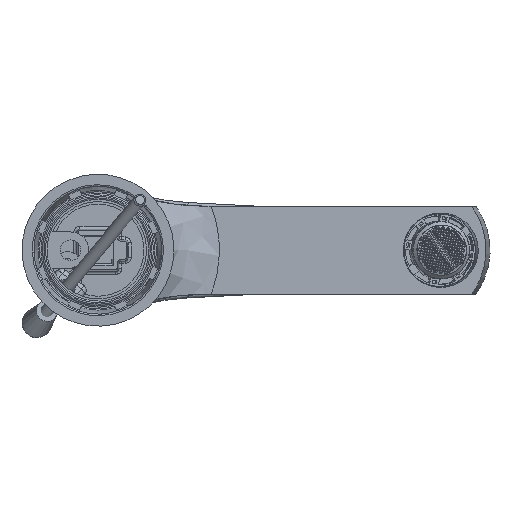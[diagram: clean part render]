
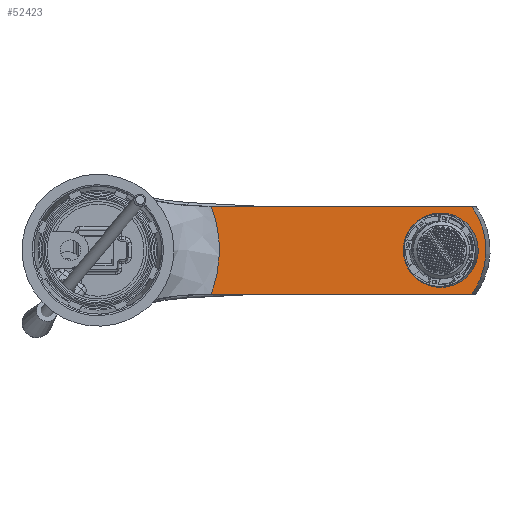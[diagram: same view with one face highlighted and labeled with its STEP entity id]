
A CAD part, front view. The second image highlights one B-rep face of the part: STEP entity #52423.
In plain terms, the highlighted planar face has unit normal (0.052, -0.999, 0).
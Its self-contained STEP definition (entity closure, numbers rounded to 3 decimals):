
#205 = EDGE_CURVE ( 'NONE', #7357, #9679, #24774, .T. ) ;
#1639 = ORIENTED_EDGE ( 'NONE', *, *, #24755, .F. ) ;
#1932 = DIRECTION ( 'NONE',  ( 0.999, 0.052, 0. ) ) ;
#2575 = B_SPLINE_CURVE_WITH_KNOTS ( 'NONE', 3,
 ( #30455, #9894, #54997, #34408, #54338, #9554, #29501 ),
 .UNSPECIFIED., .F., .F.,
 ( 4, 1, 1, 1, 4 ),
 ( 0., 0.078, 0.5, 0.922, 1. ),
 .UNSPECIFIED. ) ;
#2606 = CARTESIAN_POINT ( 'NONE',  ( 127.321, 132.767, 4.433 ) ) ;
#2705 = ORIENTED_EDGE ( 'NONE', *, *, #11025, .F. ) ;
#6328 = EDGE_LOOP ( 'NONE', ( #30678, #33084, #1639, #63488, #2705, #37062 ) ) ;
#6515 = CARTESIAN_POINT ( 'NONE',  ( 123.849, 132.585, 13.251 ) ) ;
#6584 = CARTESIAN_POINT ( 'NONE',  ( 122.688, 132.524, -14.5 ) ) ;
#7357 = VERTEX_POINT ( 'NONE', #59396 ) ;
#7488 = CARTESIAN_POINT ( 'NONE',  ( 125.652, 132.68, 9.909 ) ) ;
#7592 = CARTESIAN_POINT ( 'NONE',  ( 125.139, 132.653, -24.5 ) ) ;
#9554 = CARTESIAN_POINT ( 'NONE',  ( 37.578, 128.064, 13.775 ) ) ;
#9679 = VERTEX_POINT ( 'NONE', #12857 ) ;
#9894 = CARTESIAN_POINT ( 'NONE',  ( 37.578, 128.064, -13.775 ) ) ;
#10167 = AXIS2_PLACEMENT_3D ( 'NONE', #39161, #48960, #38171 ) ;
#10681 = CARTESIAN_POINT ( 'NONE',  ( 122.688, 132.524, -14.5 ) ) ;
#11025 = EDGE_CURVE ( 'NONE', #47050, #30123, #64189, .T. ) ;
#12857 = CARTESIAN_POINT ( 'NONE',  ( 123.098, 132.546, -14.291 ) ) ;
#15302 = CARTESIAN_POINT ( 'NONE',  ( 122.854, 132.533, -14.5 ) ) ;
#16351 = CARTESIAN_POINT ( 'NONE',  ( 126.137, 132.705, 8.737 ) ) ;
#18617 = CARTESIAN_POINT ( 'NONE',  ( 126.348, 132.716, -8.088 ) ) ;
#19169 =( BOUNDED_CURVE ( )  B_SPLINE_CURVE ( 3, ( #20828, #50574, #15302, #10681 ),
 .UNSPECIFIED., .F., .T. ) 
 B_SPLINE_CURVE_WITH_KNOTS ( ( 4, 4 ),
 ( 0.621, 1.571 ),
 .UNSPECIFIED. ) 
 CURVE ( )  GEOMETRIC_REPRESENTATION_ITEM ( )  RATIONAL_B_SPLINE_CURVE ( ( 1., 0.926, 0.926, 1. ) ) 
 REPRESENTATION_ITEM ( '' )  );
#20330 =( BOUNDED_CURVE ( )  B_SPLINE_CURVE ( 3, ( #51074, #56954, #27218, #57283, #26245, #7592, #47135 ),
 .UNSPECIFIED., .T., .T. ) 
 B_SPLINE_CURVE_WITH_KNOTS ( ( 4, 3, 4 ),
 ( 0., 3.142, 6.283 ),
 .UNSPECIFIED. ) 
 CURVE ( )  GEOMETRIC_REPRESENTATION_ITEM ( )  RATIONAL_B_SPLINE_CURVE ( ( 1., 0.333, 0.333, 1., 0.333, 0.333, 1. ) ) 
 REPRESENTATION_ITEM ( '' )  );
#20382 = CARTESIAN_POINT ( 'NONE',  ( 122.854, 132.533, 14.5 ) ) ;
#20828 = CARTESIAN_POINT ( 'NONE',  ( 123.098, 132.546, -14.291 ) ) ;
#21405 = VERTEX_POINT ( 'NONE', #59642 ) ;
#21571 = CARTESIAN_POINT ( 'NONE',  ( 127.618, 132.783, 2.557 ) ) ;
#21986 =( BOUNDED_CURVE ( )  B_SPLINE_CURVE ( 3, ( #35699, #20382, #40305, #35083 ),
 .UNSPECIFIED., .F., .T. ) 
 B_SPLINE_CURVE_WITH_KNOTS ( ( 4, 4 ),
 ( 4.712, 5.662 ),
 .UNSPECIFIED. ) 
 CURVE ( )  GEOMETRIC_REPRESENTATION_ITEM ( )  RATIONAL_B_SPLINE_CURVE ( ( 1., 0.926, 0.926, 1. ) ) 
 REPRESENTATION_ITEM ( '' )  );
#23173 = CARTESIAN_POINT ( 'NONE',  ( 125.641, 132.679, -9.874 ) ) ;
#23851 = CARTESIAN_POINT ( 'NONE',  ( 125.375, 132.665, -10.455 ) ) ;
#24755 = EDGE_CURVE ( 'NONE', #49753, #21405, #35611, .T. ) ;
#24774 = B_SPLINE_CURVE_WITH_KNOTS ( 'NONE', 3,
 ( #47699, #6515, #52263, #7488, #16351, #36278, #27440, #46406, #2606, #21571, #41504, #26803, #36907, #46729, #38210, #33308, #63382, #18617, #33966, #23173, #23851, #28401, #58474, #53239 ),
 .UNSPECIFIED., .F., .F.,
 ( 4, 2, 2, 2, 2, 2, 2, 2, 2, 2, 2, 4 ),
 ( 0., 0.004, 0.008, 0.009, 0.011, 0.015, 0.017, 0.019, 0.023, 0.025, 0.027, 0.03 ),
 .UNSPECIFIED. ) ;
#25561 = VECTOR ( 'NONE', #35702, 1000. ) ;
#26245 = CARTESIAN_POINT ( 'NONE',  ( 100.49, 131.361, -24.5 ) ) ;
#26803 = CARTESIAN_POINT ( 'NONE',  ( 127.72, 132.788, -0.616 ) ) ;
#27218 = CARTESIAN_POINT ( 'NONE',  ( 100.49, 131.361, 24.5 ) ) ;
#27440 = CARTESIAN_POINT ( 'NONE',  ( 126.902, 132.745, 6.294 ) ) ;
#28401 = CARTESIAN_POINT ( 'NONE',  ( 124.511, 132.62, -12.161 ) ) ;
#28665 = EDGE_CURVE ( 'NONE', #30123, #49753, #2575, .T. ) ;
#28681 = EDGE_LOOP ( 'NONE', ( #53626 ) ) ;
#29040 = PLANE ( 'NONE',  #10167 ) ;
#29501 = CARTESIAN_POINT ( 'NONE',  ( 37.304, 128.05, 14.5 ) ) ;
#29840 = CARTESIAN_POINT ( 'NONE',  ( 122.688, 132.524, -14.5 ) ) ;
#30123 = VERTEX_POINT ( 'NONE', #48906 ) ;
#30455 = CARTESIAN_POINT ( 'NONE',  ( 37.304, 128.05, -14.5 ) ) ;
#30678 = ORIENTED_EDGE ( 'NONE', *, *, #205, .F. ) ;
#33084 = ORIENTED_EDGE ( 'NONE', *, *, #44335, .F. ) ;
#33308 = CARTESIAN_POINT ( 'NONE',  ( 127.226, 132.762, -5.043 ) ) ;
#33934 = FACE_BOUND ( 'NONE', #28681, .T. ) ;
#33966 = CARTESIAN_POINT ( 'NONE',  ( 126.129, 132.705, -8.688 ) ) ;
#34408 = CARTESIAN_POINT ( 'NONE',  ( 40.593, 128.222, 0. ) ) ;
#35083 = CARTESIAN_POINT ( 'NONE',  ( 123.098, 132.546, 14.291 ) ) ;
#35611 = LINE ( 'NONE', #56190, #55837 ) ;
#35699 = CARTESIAN_POINT ( 'NONE',  ( 122.688, 132.524, 14.5 ) ) ;
#35702 = DIRECTION ( 'NONE',  ( -0.999, -0.052, 0. ) ) ;
#36278 = CARTESIAN_POINT ( 'NONE',  ( 126.728, 132.736, 6.913 ) ) ;
#36907 = CARTESIAN_POINT ( 'NONE',  ( 127.695, 132.787, -1.259 ) ) ;
#37062 = ORIENTED_EDGE ( 'NONE', *, *, #61645, .F. ) ;
#38171 = DIRECTION ( 'NONE',  ( 0.999, 0.052, 0. ) ) ;
#38210 = CARTESIAN_POINT ( 'NONE',  ( 127.521, 132.778, -3.164 ) ) ;
#39161 = CARTESIAN_POINT ( 'NONE',  ( 127.719, 132.788, -31. ) ) ;
#40305 = CARTESIAN_POINT ( 'NONE',  ( 123.002, 132.541, 14.425 ) ) ;
#41504 = CARTESIAN_POINT ( 'NONE',  ( 127.718, 132.788, 1.295 ) ) ;
#44335 = EDGE_CURVE ( 'NONE', #21405, #7357, #21986, .T. ) ;
#45665 = EDGE_CURVE ( 'NONE', #61310, #61310, #20330, .T. ) ;
#46406 = CARTESIAN_POINT ( 'NONE',  ( 127.198, 132.761, 5.056 ) ) ;
#46729 = CARTESIAN_POINT ( 'NONE',  ( 127.596, 132.782, -2.533 ) ) ;
#46891 = CARTESIAN_POINT ( 'NONE',  ( 37.304, 128.05, 14.5 ) ) ;
#47050 = VERTEX_POINT ( 'NONE', #29840 ) ;
#47135 = CARTESIAN_POINT ( 'NONE',  ( 125.139, 132.653, 0. ) ) ;
#47699 = CARTESIAN_POINT ( 'NONE',  ( 123.098, 132.546, 14.291 ) ) ;
#48906 = CARTESIAN_POINT ( 'NONE',  ( 37.304, 128.05, -14.5 ) ) ;
#48960 = DIRECTION ( 'NONE',  ( -0.052, 0.999, 0. ) ) ;
#49753 = VERTEX_POINT ( 'NONE', #46891 ) ;
#50574 = CARTESIAN_POINT ( 'NONE',  ( 123.002, 132.541, -14.425 ) ) ;
#51074 = CARTESIAN_POINT ( 'NONE',  ( 125.139, 132.653, 0. ) ) ;
#52263 = CARTESIAN_POINT ( 'NONE',  ( 124.508, 132.62, 12.165 ) ) ;
#52423 = ADVANCED_FACE ( 'NONE', ( #33934, #54196 ), #29040, .F. ) ;
#53239 = CARTESIAN_POINT ( 'NONE',  ( 123.098, 132.546, -14.291 ) ) ;
#53626 = ORIENTED_EDGE ( 'NONE', *, *, #45665, .F. ) ;
#54196 = FACE_OUTER_BOUND ( 'NONE', #6328, .T. ) ;
#54338 = CARTESIAN_POINT ( 'NONE',  ( 39.195, 128.149, 9.105 ) ) ;
#54997 = CARTESIAN_POINT ( 'NONE',  ( 39.195, 128.149, -9.105 ) ) ;
#55837 = VECTOR ( 'NONE', #1932, 1000. ) ;
#56190 = CARTESIAN_POINT ( 'NONE',  ( 37.304, 128.05, 14.5 ) ) ;
#56954 = CARTESIAN_POINT ( 'NONE',  ( 125.139, 132.653, 24.5 ) ) ;
#57283 = CARTESIAN_POINT ( 'NONE',  ( 100.49, 131.361, 0. ) ) ;
#58474 = CARTESIAN_POINT ( 'NONE',  ( 123.849, 132.585, -13.251 ) ) ;
#59396 = CARTESIAN_POINT ( 'NONE',  ( 123.098, 132.546, 14.291 ) ) ;
#59642 = CARTESIAN_POINT ( 'NONE',  ( 122.688, 132.524, 14.5 ) ) ;
#61310 = VERTEX_POINT ( 'NONE', #61931 ) ;
#61645 = EDGE_CURVE ( 'NONE', #9679, #47050, #19169, .T. ) ;
#61931 = CARTESIAN_POINT ( 'NONE',  ( 125.139, 132.653, 0. ) ) ;
#63382 = CARTESIAN_POINT ( 'NONE',  ( 126.933, 132.747, -6.274 ) ) ;
#63488 = ORIENTED_EDGE ( 'NONE', *, *, #28665, .F. ) ;
#64189 = LINE ( 'NONE', #6584, #25561 ) ;
